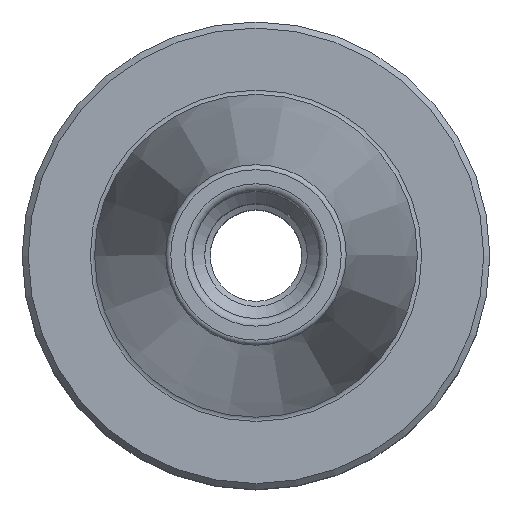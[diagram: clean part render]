
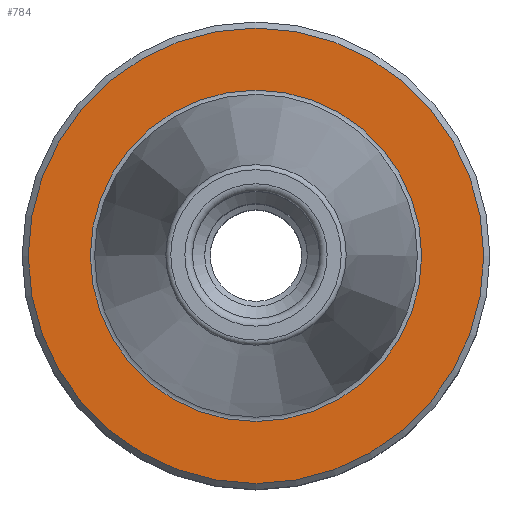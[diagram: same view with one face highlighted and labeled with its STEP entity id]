
A CAD part, top view. The second image highlights one B-rep face of the part: STEP entity #784.
In plain terms, the highlighted planar face has unit normal (0, 0, 1).
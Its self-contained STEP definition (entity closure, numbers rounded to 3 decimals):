
#81=ORIENTED_EDGE('',*,*,#154,.T.);
#82=ORIENTED_EDGE('',*,*,#158,.F.);
#154=EDGE_CURVE('',#198,#198,#242,.T.);
#158=EDGE_CURVE('',#202,#202,#246,.T.);
#198=VERTEX_POINT('',#1120);
#202=VERTEX_POINT('',#1132);
#242=CIRCLE('',#841,22.4);
#246=CIRCLE('',#849,16.294);
#301=EDGE_LOOP('',(#81));
#302=EDGE_LOOP('',(#82));
#389=FACE_BOUND('',#301,.T.);
#390=FACE_BOUND('',#302,.T.);
#454=PLANE('',#848);
#784=ADVANCED_FACE('',(#389,#390),#454,.T.);
#841=AXIS2_PLACEMENT_3D('',#1119,#952,#953);
#848=AXIS2_PLACEMENT_3D('',#1130,#966,#967);
#849=AXIS2_PLACEMENT_3D('',#1131,#968,#969);
#952=DIRECTION('',(0.,0.,1.));
#953=DIRECTION('',(1.,0.,0.));
#966=DIRECTION('',(0.,0.,1.));
#967=DIRECTION('',(1.,0.,0.));
#968=DIRECTION('',(0.,0.,1.));
#969=DIRECTION('',(1.,0.,0.));
#1119=CARTESIAN_POINT('',(0.,0.,-2.));
#1120=CARTESIAN_POINT('',(22.4,0.,-2.));
#1130=CARTESIAN_POINT('',(16.294,0.,-2.));
#1131=CARTESIAN_POINT('',(0.,0.,-2.));
#1132=CARTESIAN_POINT('',(16.294,0.,-2.));
